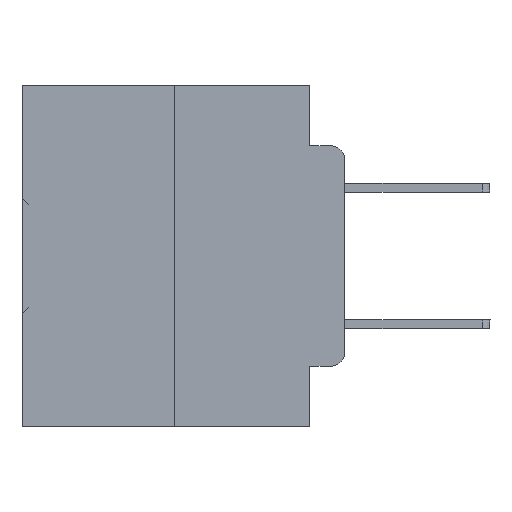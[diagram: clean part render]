
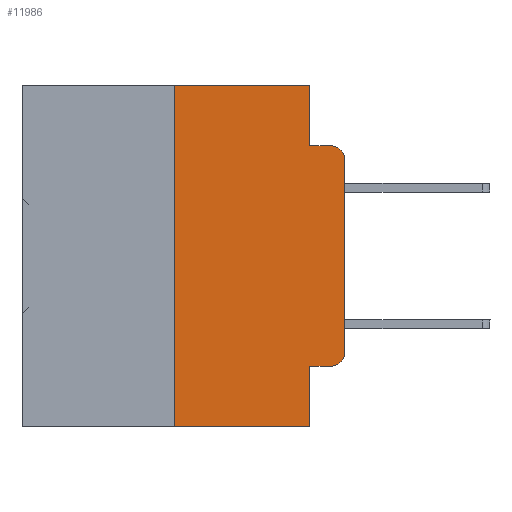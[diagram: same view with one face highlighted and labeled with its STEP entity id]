
A CAD part, left-side view. The second image highlights one B-rep face of the part: STEP entity #11986.
In plain terms, the highlighted planar face has unit normal (-1, 0, 0).
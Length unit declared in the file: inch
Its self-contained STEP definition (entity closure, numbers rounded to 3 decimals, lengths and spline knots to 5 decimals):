
#608 = VERTEX_POINT ( 'NONE', #20785 ) ;
#891 = CARTESIAN_POINT ( 'NONE',  ( 0., 0.25, -0.5 ) ) ;
#1375 = DIRECTION ( 'NONE',  ( 0., -1., 0. ) ) ;
#1691 = CARTESIAN_POINT ( 'NONE',  ( 0., 0.02, -0.3915 ) ) ;
#1773 = DIRECTION ( 'NONE',  ( 0., -1., 0. ) ) ;
#1776 = EDGE_CURVE ( 'NONE', #608, #11166, #35014, .T. ) ;
#2024 = CARTESIAN_POINT ( 'NONE',  ( 0., 0.25, 0. ) ) ;
#2128 = PLANE ( 'NONE',  #4780 ) ;
#2455 = DIRECTION ( 'NONE',  ( 0., 0., 1. ) ) ;
#2807 = CARTESIAN_POINT ( 'NONE',  ( 0., 0.473, -0.5 ) ) ;
#3586 = DIRECTION ( 'NONE',  ( 0., 0., -1. ) ) ;
#3598 = CARTESIAN_POINT ( 'NONE',  ( 0., 0.051, 0. ) ) ;
#3733 = EDGE_CURVE ( 'NONE', #25873, #15667, #19714, .T. ) ;
#4624 = DIRECTION ( 'NONE',  ( 0., 0., -1. ) ) ;
#4706 = CARTESIAN_POINT ( 'NONE',  ( 0., 0.051, 0. ) ) ;
#4713 = CARTESIAN_POINT ( 'NONE',  ( 0., 0.051, -0.0885 ) ) ;
#4780 = AXIS2_PLACEMENT_3D ( 'NONE', #7827, #22087, #5071 ) ;
#5071 = DIRECTION ( 'NONE',  ( 0., 0., -1. ) ) ;
#5561 = VERTEX_POINT ( 'NONE', #7634 ) ;
#5706 = EDGE_CURVE ( 'NONE', #36131, #11104, #29392, .T. ) ;
#7514 = ORIENTED_EDGE ( 'NONE', *, *, #5706, .F. ) ;
#7525 = CARTESIAN_POINT ( 'NONE',  ( 0., 0.051, 0. ) ) ;
#7634 = CARTESIAN_POINT ( 'NONE',  ( 0., 0.02, -0.0885 ) ) ;
#7661 = CIRCLE ( 'NONE', #13818, 0.02 ) ;
#7827 = CARTESIAN_POINT ( 'NONE',  ( 0., 0.473, 0. ) ) ;
#8028 = LINE ( 'NONE', #19388, #28035 ) ;
#9405 = VERTEX_POINT ( 'NONE', #30152 ) ;
#9453 = LINE ( 'NONE', #35540, #23667 ) ;
#9684 = DIRECTION ( 'NONE',  ( 0., -1., 0. ) ) ;
#9991 = VECTOR ( 'NONE', #1773, 39.37008 ) ;
#10175 = ORIENTED_EDGE ( 'NONE', *, *, #3733, .F. ) ;
#11104 = VERTEX_POINT ( 'NONE', #28988 ) ;
#11166 = VERTEX_POINT ( 'NONE', #29358 ) ;
#11279 = VECTOR ( 'NONE', #32320, 39.37008 ) ;
#11374 = EDGE_CURVE ( 'NONE', #11104, #5561, #25134, .T. ) ;
#11396 = LINE ( 'NONE', #16621, #26177 ) ;
#11910 = ORIENTED_EDGE ( 'NONE', *, *, #1776, .F. ) ;
#11986 = ADVANCED_FACE ( 'NONE', ( #26426 ), #2128, .F. ) ;
#12337 = ORIENTED_EDGE ( 'NONE', *, *, #15126, .T. ) ;
#13225 = EDGE_CURVE ( 'NONE', #35950, #5561, #7661, .T. ) ;
#13295 = VECTOR ( 'NONE', #27893, 39.37008 ) ;
#13818 = AXIS2_PLACEMENT_3D ( 'NONE', #16378, #36342, #19266 ) ;
#14084 = ORIENTED_EDGE ( 'NONE', *, *, #11374, .F. ) ;
#15126 = EDGE_CURVE ( 'NONE', #9405, #35950, #8028, .T. ) ;
#15667 = VERTEX_POINT ( 'NONE', #2024 ) ;
#15856 = VERTEX_POINT ( 'NONE', #22856 ) ;
#16378 = CARTESIAN_POINT ( 'NONE',  ( 0., 0.02, -0.1085 ) ) ;
#16621 = CARTESIAN_POINT ( 'NONE',  ( 0., 0.473, 0. ) ) ;
#16789 = ORIENTED_EDGE ( 'NONE', *, *, #30724, .F. ) ;
#17673 = ORIENTED_EDGE ( 'NONE', *, *, #19465, .T. ) ;
#19266 = DIRECTION ( 'NONE',  ( 0., 0., -1. ) ) ;
#19388 = CARTESIAN_POINT ( 'NONE',  ( 0., 0., 0. ) ) ;
#19465 = EDGE_CURVE ( 'NONE', #25873, #11166, #31840, .T. ) ;
#19475 = ORIENTED_EDGE ( 'NONE', *, *, #29266, .T. ) ;
#19494 = DIRECTION ( 'NONE',  ( 0., -1., 0. ) ) ;
#19714 = LINE ( 'NONE', #35548, #11279 ) ;
#20785 = CARTESIAN_POINT ( 'NONE',  ( 0., 0.051, -0.4115 ) ) ;
#21643 = DIRECTION ( 'NONE',  ( -1., 0., 0. ) ) ;
#22087 = DIRECTION ( 'NONE',  ( 1., 0., 0. ) ) ;
#22856 = CARTESIAN_POINT ( 'NONE',  ( 0., 0.02, -0.4115 ) ) ;
#23667 = VECTOR ( 'NONE', #1375, 39.37008 ) ;
#23929 = CARTESIAN_POINT ( 'NONE',  ( 0., 0., -0.1085 ) ) ;
#24276 = VECTOR ( 'NONE', #9684, 39.37008 ) ;
#25134 = LINE ( 'NONE', #4713, #9991 ) ;
#25873 = VERTEX_POINT ( 'NONE', #891 ) ;
#26177 = VECTOR ( 'NONE', #19494, 39.37008 ) ;
#26426 = FACE_OUTER_BOUND ( 'NONE', #27963, .T. ) ;
#27381 = EDGE_CURVE ( 'NONE', #15856, #9405, #28309, .T. ) ;
#27485 = VECTOR ( 'NONE', #3586, 39.37008 ) ;
#27542 = ORIENTED_EDGE ( 'NONE', *, *, #13225, .T. ) ;
#27893 = DIRECTION ( 'NONE',  ( 0., 0., -1. ) ) ;
#27963 = EDGE_LOOP ( 'NONE', ( #12337, #27542, #14084, #7514, #16789, #10175, #17673, #11910, #19475, #35539 ) ) ;
#28035 = VECTOR ( 'NONE', #2455, 39.37008 ) ;
#28309 = CIRCLE ( 'NONE', #35382, 0.02 ) ;
#28988 = CARTESIAN_POINT ( 'NONE',  ( 0., 0.051, -0.0885 ) ) ;
#29266 = EDGE_CURVE ( 'NONE', #608, #15856, #9453, .T. ) ;
#29358 = CARTESIAN_POINT ( 'NONE',  ( 0., 0.051, -0.5 ) ) ;
#29392 = LINE ( 'NONE', #4706, #13295 ) ;
#30152 = CARTESIAN_POINT ( 'NONE',  ( 0., 0., -0.3915 ) ) ;
#30724 = EDGE_CURVE ( 'NONE', #15667, #36131, #11396, .T. ) ;
#31840 = LINE ( 'NONE', #2807, #24276 ) ;
#32320 = DIRECTION ( 'NONE',  ( 0., 0., 1. ) ) ;
#35014 = LINE ( 'NONE', #3598, #27485 ) ;
#35382 = AXIS2_PLACEMENT_3D ( 'NONE', #1691, #21643, #4624 ) ;
#35539 = ORIENTED_EDGE ( 'NONE', *, *, #27381, .T. ) ;
#35540 = CARTESIAN_POINT ( 'NONE',  ( 0., 0.051, -0.4115 ) ) ;
#35548 = CARTESIAN_POINT ( 'NONE',  ( 0., 0.25, 0. ) ) ;
#35950 = VERTEX_POINT ( 'NONE', #23929 ) ;
#36131 = VERTEX_POINT ( 'NONE', #7525 ) ;
#36342 = DIRECTION ( 'NONE',  ( -1., 0., 0. ) ) ;
